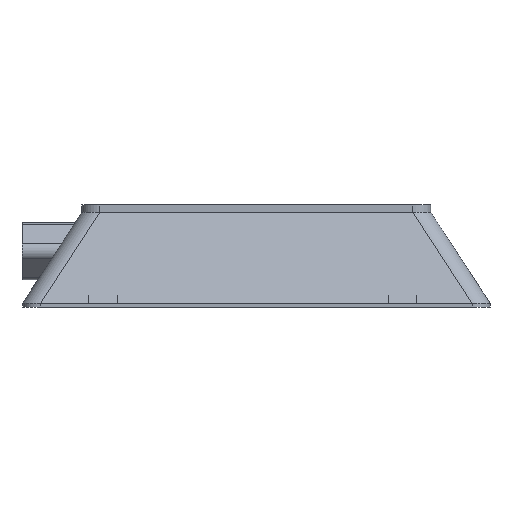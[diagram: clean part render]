
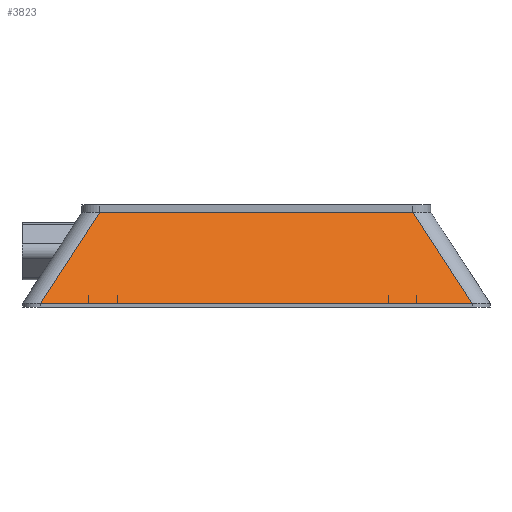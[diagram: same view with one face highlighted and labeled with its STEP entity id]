
A CAD part, front view. The second image highlights one B-rep face of the part: STEP entity #3823.
In plain terms, the highlighted free-form (B-spline) face has degree [1, 1] with [2, 2] control points.
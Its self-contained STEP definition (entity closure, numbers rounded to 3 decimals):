
#2448 = VERTEX_POINT('',#2449);
#2449 = CARTESIAN_POINT('',(91.,-57.5,1.5));
#2456 = EDGE_CURVE('',#2448,#2457,#2459,.T.);
#2457 = VERTEX_POINT('',#2458);
#2458 = CARTESIAN_POINT('',(-91.,-57.5,1.5));
#2459 = LINE('',#2460,#2461);
#2460 = CARTESIAN_POINT('',(91.,-57.5,1.5));
#2461 = VECTOR('',#2462,1.);
#2462 = DIRECTION('',(-1.,0.,0.));
#2917 = VERTEX_POINT('',#2918);
#2918 = CARTESIAN_POINT('',(-66.,-39.5,40.));
#3500 = VERTEX_POINT('',#3501);
#3501 = CARTESIAN_POINT('',(66.,-39.5,40.));
#3508 = EDGE_CURVE('',#3500,#2917,#3509,.T.);
#3509 = LINE('',#3510,#3511);
#3510 = CARTESIAN_POINT('',(66.,-39.5,40.));
#3511 = VECTOR('',#3512,1.);
#3512 = DIRECTION('',(-1.,0.,0.));
#3798 = EDGE_CURVE('',#2448,#3500,#3799,.T.);
#3799 = B_SPLINE_CURVE_WITH_KNOTS('',1,(#3800,#3801),.UNSPECIFIED.,.F.,
  .F.,(2,2),(0.,1.),.PIECEWISE_BEZIER_KNOTS.);
#3800 = CARTESIAN_POINT('',(91.,-57.5,1.5));
#3801 = CARTESIAN_POINT('',(66.,-39.5,40.));
#3823 = ADVANCED_FACE('',(#3824),#3834,.F.);
#3824 = FACE_BOUND('',#3825,.F.);
#3825 = EDGE_LOOP('',(#3826,#3827,#3832,#3833));
#3826 = ORIENTED_EDGE('',*,*,#2456,.T.);
#3827 = ORIENTED_EDGE('',*,*,#3828,.T.);
#3828 = EDGE_CURVE('',#2457,#2917,#3829,.T.);
#3829 = B_SPLINE_CURVE_WITH_KNOTS('',1,(#3830,#3831),.UNSPECIFIED.,.F.,
  .F.,(2,2),(0.,1.),.PIECEWISE_BEZIER_KNOTS.);
#3830 = CARTESIAN_POINT('',(-91.,-57.5,1.5));
#3831 = CARTESIAN_POINT('',(-66.,-39.5,40.));
#3832 = ORIENTED_EDGE('',*,*,#3508,.F.);
#3833 = ORIENTED_EDGE('',*,*,#3798,.F.);
#3834 = B_SPLINE_SURFACE_WITH_KNOTS('',1,1,(
    (#3835,#3836)
    ,(#3837,#3838
    )),.UNSPECIFIED.,.F.,.F.,.F.,(2,2),(2,2),(0.,182.),(0.,1.),
  .PIECEWISE_BEZIER_KNOTS.);
#3835 = CARTESIAN_POINT('',(91.,-57.5,1.5));
#3836 = CARTESIAN_POINT('',(66.,-39.5,40.));
#3837 = CARTESIAN_POINT('',(-91.,-57.5,1.5));
#3838 = CARTESIAN_POINT('',(-66.,-39.5,40.));
